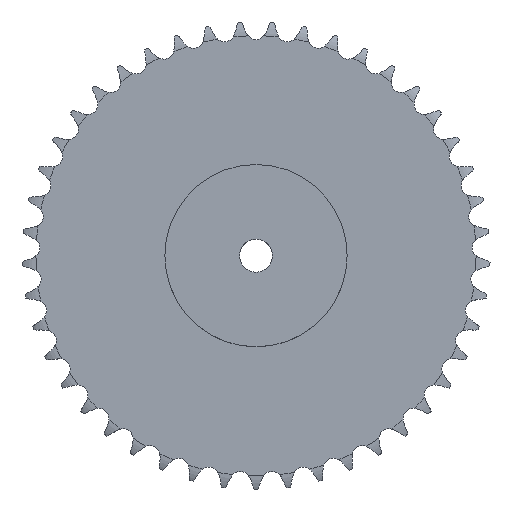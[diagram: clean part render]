
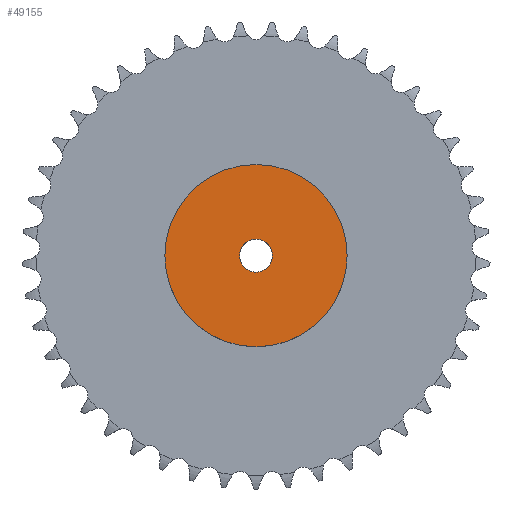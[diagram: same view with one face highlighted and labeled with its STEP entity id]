
A CAD part, top view. The second image highlights one B-rep face of the part: STEP entity #49155.
In plain terms, the highlighted planar face has unit normal (0, 0, 1).
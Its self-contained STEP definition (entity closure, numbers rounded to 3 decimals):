
#5376 = CYLINDRICAL_SURFACE('',#5377,55.);
#5377 = AXIS2_PLACEMENT_3D('',#5378,#5379,#5380);
#5378 = CARTESIAN_POINT('',(0.,0.,0.));
#5379 = DIRECTION('',(-0.,-0.,-1.));
#5380 = DIRECTION('',(1.,0.,0.));
#30500 = VERTEX_POINT('',#30501);
#30501 = CARTESIAN_POINT('',(55.,0.,56.));
#30522 = EDGE_CURVE('',#30500,#30500,#30523,.T.);
#30523 = SURFACE_CURVE('',#30524,(#30529,#30536),.PCURVE_S1.);
#30524 = CIRCLE('',#30525,55.);
#30525 = AXIS2_PLACEMENT_3D('',#30526,#30527,#30528);
#30526 = CARTESIAN_POINT('',(0.,0.,56.));
#30527 = DIRECTION('',(0.,0.,1.));
#30528 = DIRECTION('',(1.,0.,0.));
#30529 = PCURVE('',#5376,#30530);
#30530 = DEFINITIONAL_REPRESENTATION('',(#30531),#30535);
#30531 = LINE('',#30532,#30533);
#30532 = CARTESIAN_POINT('',(-0.,-56.));
#30533 = VECTOR('',#30534,1.);
#30534 = DIRECTION('',(-1.,0.));
#30535 = ( GEOMETRIC_REPRESENTATION_CONTEXT(2) 
PARAMETRIC_REPRESENTATION_CONTEXT() REPRESENTATION_CONTEXT('2D SPACE',''
  ) );
#30536 = PCURVE('',#30537,#30542);
#30537 = PLANE('',#30538);
#30538 = AXIS2_PLACEMENT_3D('',#30539,#30540,#30541);
#30539 = CARTESIAN_POINT('',(0.,0.,56.)
  );
#30540 = DIRECTION('',(0.,0.,1.));
#30541 = DIRECTION('',(1.,0.,0.));
#30542 = DEFINITIONAL_REPRESENTATION('',(#30543),#30547);
#30543 = CIRCLE('',#30544,55.);
#30544 = AXIS2_PLACEMENT_2D('',#30545,#30546);
#30545 = CARTESIAN_POINT('',(0.,0.));
#30546 = DIRECTION('',(1.,0.));
#30547 = ( GEOMETRIC_REPRESENTATION_CONTEXT(2) 
PARAMETRIC_REPRESENTATION_CONTEXT() REPRESENTATION_CONTEXT('2D SPACE',''
  ) );
#41708 = CYLINDRICAL_SURFACE('',#41709,10.);
#41709 = AXIS2_PLACEMENT_3D('',#41710,#41711,#41712);
#41710 = CARTESIAN_POINT('',(0.,0.,421.796));
#41711 = DIRECTION('',(0.,0.,1.));
#41712 = DIRECTION('',(1.,0.,0.));
#49155 = ADVANCED_FACE('',(#49156,#49159),#30537,.T.);
#49156 = FACE_BOUND('',#49157,.T.);
#49157 = EDGE_LOOP('',(#49158));
#49158 = ORIENTED_EDGE('',*,*,#30522,.T.);
#49159 = FACE_BOUND('',#49160,.T.);
#49160 = EDGE_LOOP('',(#49161));
#49161 = ORIENTED_EDGE('',*,*,#49162,.F.);
#49162 = EDGE_CURVE('',#49163,#49163,#49165,.T.);
#49163 = VERTEX_POINT('',#49164);
#49164 = CARTESIAN_POINT('',(10.,0.,56.));
#49165 = SURFACE_CURVE('',#49166,(#49171,#49178),.PCURVE_S1.);
#49166 = CIRCLE('',#49167,10.);
#49167 = AXIS2_PLACEMENT_3D('',#49168,#49169,#49170);
#49168 = CARTESIAN_POINT('',(0.,0.,56.));
#49169 = DIRECTION('',(0.,0.,1.));
#49170 = DIRECTION('',(1.,0.,0.));
#49171 = PCURVE('',#30537,#49172);
#49172 = DEFINITIONAL_REPRESENTATION('',(#49173),#49177);
#49173 = CIRCLE('',#49174,10.);
#49174 = AXIS2_PLACEMENT_2D('',#49175,#49176);
#49175 = CARTESIAN_POINT('',(0.,0.));
#49176 = DIRECTION('',(1.,0.));
#49177 = ( GEOMETRIC_REPRESENTATION_CONTEXT(2) 
PARAMETRIC_REPRESENTATION_CONTEXT() REPRESENTATION_CONTEXT('2D SPACE',''
  ) );
#49178 = PCURVE('',#41708,#49179);
#49179 = DEFINITIONAL_REPRESENTATION('',(#49180),#49184);
#49180 = LINE('',#49181,#49182);
#49181 = CARTESIAN_POINT('',(0.,-365.796));
#49182 = VECTOR('',#49183,1.);
#49183 = DIRECTION('',(1.,0.));
#49184 = ( GEOMETRIC_REPRESENTATION_CONTEXT(2) 
PARAMETRIC_REPRESENTATION_CONTEXT() REPRESENTATION_CONTEXT('2D SPACE',''
  ) );
